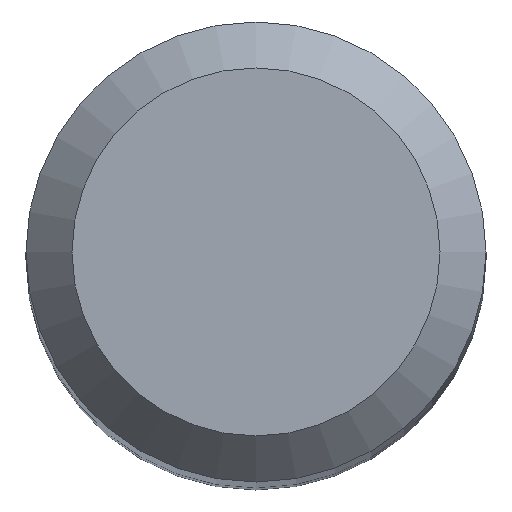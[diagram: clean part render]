
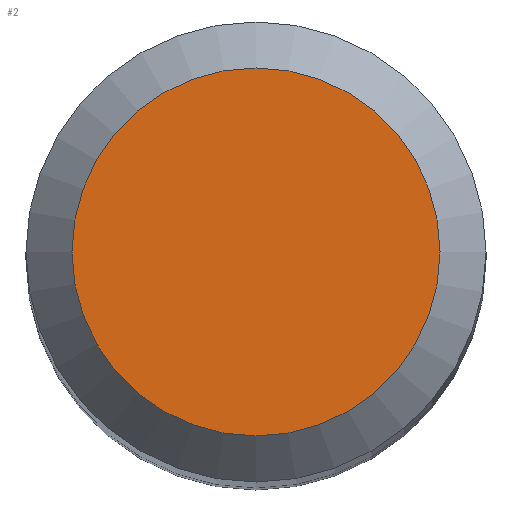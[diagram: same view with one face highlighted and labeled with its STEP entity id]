
A CAD part, top view. The second image highlights one B-rep face of the part: STEP entity #2.
In plain terms, the highlighted planar face has unit normal (0, 0, 1).
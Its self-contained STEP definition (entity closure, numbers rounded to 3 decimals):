
#2 = ADVANCED_FACE ( 'NONE', ( #150 ), #220, .F. ) ;
#28 = CARTESIAN_POINT ( 'NONE',  ( 0., 0., 50. ) ) ;
#34 = EDGE_LOOP ( 'NONE', ( #51 ) ) ;
#36 = VERTEX_POINT ( 'NONE', #154 ) ;
#51 = ORIENTED_EDGE ( 'NONE', *, *, #91, .F. ) ;
#53 = DIRECTION ( 'NONE',  ( 0., 0., -1. ) ) ;
#58 = AXIS2_PLACEMENT_3D ( 'NONE', #28, #53, #223 ) ;
#68 = CARTESIAN_POINT ( 'NONE',  ( 0., 0., 50. ) ) ;
#91 = EDGE_CURVE ( 'NONE', #36, #36, #156, .T. ) ;
#103 = DIRECTION ( 'NONE',  ( 0., 0., -1. ) ) ;
#142 = AXIS2_PLACEMENT_3D ( 'NONE', #68, #103, #173 ) ;
#150 = FACE_OUTER_BOUND ( 'NONE', #34, .T. ) ;
#154 = CARTESIAN_POINT ( 'NONE',  ( 0., 2., 50. ) ) ;
#156 = CIRCLE ( 'NONE', #58, 2. ) ;
#173 = DIRECTION ( 'NONE',  ( 0., 1., 0. ) ) ;
#220 = PLANE ( 'NONE',  #142 ) ;
#223 = DIRECTION ( 'NONE',  ( 0., 1., 0. ) ) ;
